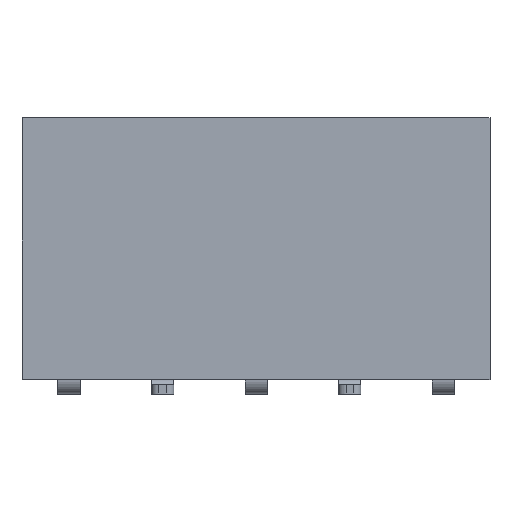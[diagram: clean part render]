
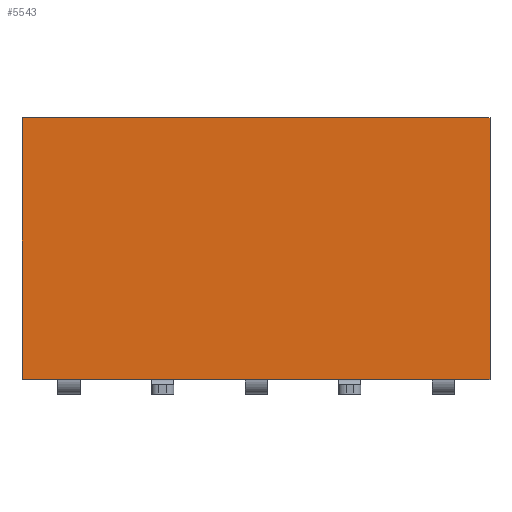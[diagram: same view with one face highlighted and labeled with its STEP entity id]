
A CAD part, top view. The second image highlights one B-rep face of the part: STEP entity #5543.
In plain terms, the highlighted planar face has unit normal (0, 0, 1).
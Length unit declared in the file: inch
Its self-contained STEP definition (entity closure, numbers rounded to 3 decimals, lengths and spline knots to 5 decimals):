
#360 = VECTOR ( 'NONE', #4610, 39.37008 ) ;
#1552 = CARTESIAN_POINT ( 'NONE',  ( 0., 0., 0. ) ) ;
#1834 = AXIS2_PLACEMENT_3D ( 'NONE', #1552, #5618, #15141 ) ;
#1868 = LINE ( 'NONE', #16046, #8644 ) ;
#2557 = CARTESIAN_POINT ( 'NONE',  ( 0., 0.27953, 0. ) ) ;
#3529 = LINE ( 'NONE', #12766, #360 ) ;
#4161 = CARTESIAN_POINT ( 'NONE',  ( 0.5, 0., 0. ) ) ;
#4280 = PLANE ( 'NONE',  #1834 ) ;
#4610 = DIRECTION ( 'NONE',  ( 0., -1., 0. ) ) ;
#5543 = ADVANCED_FACE ( 'NONE', ( #15288 ), #4280, .T. ) ;
#5618 = DIRECTION ( 'NONE',  ( 0., 0., 1. ) ) ;
#5803 = VECTOR ( 'NONE', #16371, 39.37008 ) ;
#6111 = ORIENTED_EDGE ( 'NONE', *, *, #7077, .T. ) ;
#6889 = CARTESIAN_POINT ( 'NONE',  ( 0.5, 0., 0. ) ) ;
#7077 = EDGE_CURVE ( 'NONE', #15875, #7122, #3529, .T. ) ;
#7122 = VERTEX_POINT ( 'NONE', #14523 ) ;
#7232 = EDGE_CURVE ( 'NONE', #7122, #17069, #1868, .T. ) ;
#7781 = VERTEX_POINT ( 'NONE', #10700 ) ;
#8060 = VECTOR ( 'NONE', #17328, 39.37008 ) ;
#8644 = VECTOR ( 'NONE', #9362, 39.37008 ) ;
#9362 = DIRECTION ( 'NONE',  ( 1., 0., 0. ) ) ;
#9424 = LINE ( 'NONE', #4161, #5803 ) ;
#9439 = ORIENTED_EDGE ( 'NONE', *, *, #13032, .T. ) ;
#9720 = EDGE_LOOP ( 'NONE', ( #14853, #9439, #6111, #13343 ) ) ;
#10700 = CARTESIAN_POINT ( 'NONE',  ( 0.5, 0.27953, 0. ) ) ;
#11292 = LINE ( 'NONE', #2557, #8060 ) ;
#12223 = CARTESIAN_POINT ( 'NONE',  ( 0., 0.27953, 0. ) ) ;
#12766 = CARTESIAN_POINT ( 'NONE',  ( 0., 0., 0. ) ) ;
#13032 = EDGE_CURVE ( 'NONE', #7781, #15875, #11292, .T. ) ;
#13343 = ORIENTED_EDGE ( 'NONE', *, *, #7232, .T. ) ;
#14523 = CARTESIAN_POINT ( 'NONE',  ( 0., 0., 0. ) ) ;
#14853 = ORIENTED_EDGE ( 'NONE', *, *, #17062, .F. ) ;
#15141 = DIRECTION ( 'NONE',  ( 1., 0., 0. ) ) ;
#15288 = FACE_OUTER_BOUND ( 'NONE', #9720, .T. ) ;
#15875 = VERTEX_POINT ( 'NONE', #12223 ) ;
#16046 = CARTESIAN_POINT ( 'NONE',  ( 0., 0., 0. ) ) ;
#16371 = DIRECTION ( 'NONE',  ( 0., -1., 0. ) ) ;
#17062 = EDGE_CURVE ( 'NONE', #7781, #17069, #9424, .T. ) ;
#17069 = VERTEX_POINT ( 'NONE', #6889 ) ;
#17328 = DIRECTION ( 'NONE',  ( -1., 0., 0. ) ) ;
